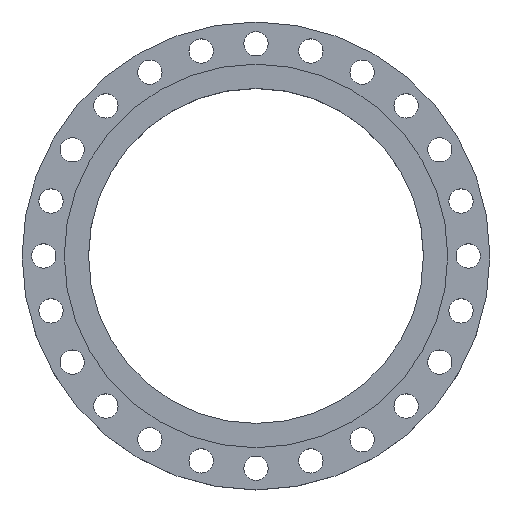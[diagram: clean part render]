
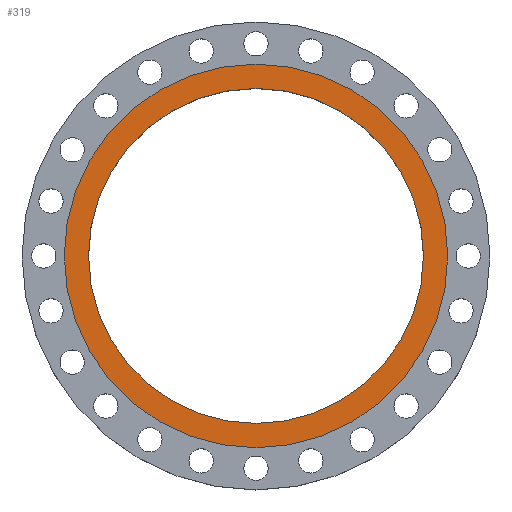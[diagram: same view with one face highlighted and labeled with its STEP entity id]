
A CAD part, top view. The second image highlights one B-rep face of the part: STEP entity #319.
In plain terms, the highlighted planar face has unit normal (0, 0, 1).
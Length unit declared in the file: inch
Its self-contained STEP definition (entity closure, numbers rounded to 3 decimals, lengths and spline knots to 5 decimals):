
#37 = DIRECTION ( 'NONE',  ( 1., 0., 0. ) ) ;
#40 = CARTESIAN_POINT ( 'NONE',  ( 0., 0., 0. ) ) ;
#69 = DIRECTION ( 'NONE',  ( -1., 0., 0. ) ) ;
#87 = PLANE ( 'NONE',  #1430 ) ;
#91 = AXIS2_PLACEMENT_3D ( 'NONE', #40, #1123, #1822 ) ;
#189 = CARTESIAN_POINT ( 'NONE',  ( 0., 0., 0. ) ) ;
#244 = ORIENTED_EDGE ( 'NONE', *, *, #702, .F. ) ;
#258 = DIRECTION ( 'NONE',  ( 1., 0., 0. ) ) ;
#261 = CARTESIAN_POINT ( 'NONE',  ( -16.375, 0., 0. ) ) ;
#278 = DIRECTION ( 'NONE',  ( 0., 0., 1. ) ) ;
#297 = ORIENTED_EDGE ( 'NONE', *, *, #1488, .T. ) ;
#299 = EDGE_LOOP ( 'NONE', ( #1070, #297 ) ) ;
#319 = ADVANCED_FACE ( 'NONE', ( #412, #1662 ), #87, .F. ) ;
#412 = FACE_BOUND ( 'NONE', #1121, .T. ) ;
#443 = CARTESIAN_POINT ( 'NONE',  ( 0., 16.375, 0. ) ) ;
#475 = VERTEX_POINT ( 'NONE', #1725 ) ;
#493 = CIRCLE ( 'NONE', #91, 18.75 ) ;
#496 = CIRCLE ( 'NONE', #1724, 16.375 ) ;
#628 = CARTESIAN_POINT ( 'NONE',  ( 0., 0., 0. ) ) ;
#677 = CARTESIAN_POINT ( 'NONE',  ( 16.375, 0., 0. ) ) ;
#702 = EDGE_CURVE ( 'NONE', #2282, #2186, #785, .T. ) ;
#705 = DIRECTION ( 'NONE',  ( 0., 0., 1. ) ) ;
#785 = CIRCLE ( 'NONE', #1397, 16.375 ) ;
#1070 = ORIENTED_EDGE ( 'NONE', *, *, #1309, .T. ) ;
#1121 = EDGE_LOOP ( 'NONE', ( #244, #1782 ) ) ;
#1123 = DIRECTION ( 'NONE',  ( 0., 0., 1. ) ) ;
#1134 = CIRCLE ( 'NONE', #2237, 18.75 ) ;
#1181 = VERTEX_POINT ( 'NONE', #1744 ) ;
#1309 = EDGE_CURVE ( 'NONE', #1181, #475, #1134, .T. ) ;
#1343 = DIRECTION ( 'NONE',  ( 0., 0., 1. ) ) ;
#1397 = AXIS2_PLACEMENT_3D ( 'NONE', #189, #705, #37 ) ;
#1430 = AXIS2_PLACEMENT_3D ( 'NONE', #443, #1519, #69 ) ;
#1488 = EDGE_CURVE ( 'NONE', #475, #1181, #493, .T. ) ;
#1519 = DIRECTION ( 'NONE',  ( 0., 0., -1. ) ) ;
#1662 = FACE_OUTER_BOUND ( 'NONE', #299, .T. ) ;
#1663 = DIRECTION ( 'NONE',  ( 1., 0., 0. ) ) ;
#1675 = CARTESIAN_POINT ( 'NONE',  ( 0., 0., 0. ) ) ;
#1724 = AXIS2_PLACEMENT_3D ( 'NONE', #1675, #278, #258 ) ;
#1725 = CARTESIAN_POINT ( 'NONE',  ( -18.75, 0., 0. ) ) ;
#1744 = CARTESIAN_POINT ( 'NONE',  ( 18.75, 0., 0. ) ) ;
#1782 = ORIENTED_EDGE ( 'NONE', *, *, #1923, .F. ) ;
#1822 = DIRECTION ( 'NONE',  ( 1., 0., 0. ) ) ;
#1923 = EDGE_CURVE ( 'NONE', #2186, #2282, #496, .T. ) ;
#2186 = VERTEX_POINT ( 'NONE', #261 ) ;
#2237 = AXIS2_PLACEMENT_3D ( 'NONE', #628, #1343, #1663 ) ;
#2282 = VERTEX_POINT ( 'NONE', #677 ) ;
